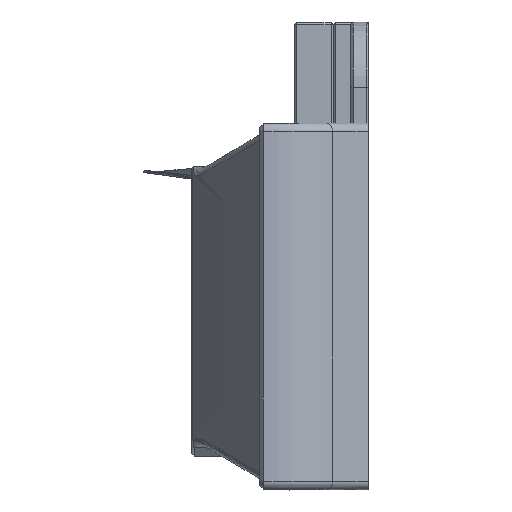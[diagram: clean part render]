
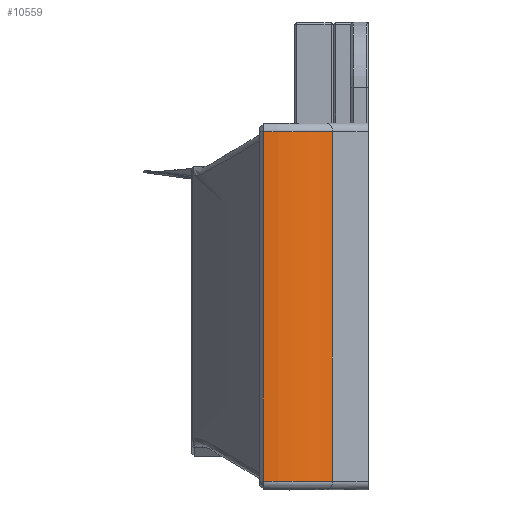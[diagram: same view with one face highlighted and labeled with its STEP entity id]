
A CAD part, top view. The second image highlights one B-rep face of the part: STEP entity #10559.
In plain terms, the highlighted cylindrical face has radius 22.994 mm (diameter 45.988 mm), a partial arc.
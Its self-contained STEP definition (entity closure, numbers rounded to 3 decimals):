
#111=CYLINDRICAL_SURFACE('',#11190,22.994);
#378=CIRCLE('',#11187,22.994);
#380=CIRCLE('',#11191,22.994);
#1039=FACE_OUTER_BOUND('',#1736,.T.);
#1736=EDGE_LOOP('',(#9030,#9031,#9032,#9033));
#2892=LINE('',#16918,#4088);
#2938=LINE('',#17366,#4134);
#4088=VECTOR('',#13255,10.);
#4134=VECTOR('',#13383,10.);
#4999=VERTEX_POINT('',#16915);
#5000=VERTEX_POINT('',#16917);
#5062=VERTEX_POINT('',#17358);
#5063=VERTEX_POINT('',#17364);
#6327=EDGE_CURVE('',#4999,#5000,#2892,.T.);
#6414=EDGE_CURVE('',#5000,#5062,#378,.T.);
#6417=EDGE_CURVE('',#5063,#4999,#380,.T.);
#6418=EDGE_CURVE('',#5063,#5062,#2938,.T.);
#9030=ORIENTED_EDGE('',*,*,#6327,.F.);
#9031=ORIENTED_EDGE('',*,*,#6417,.F.);
#9032=ORIENTED_EDGE('',*,*,#6418,.T.);
#9033=ORIENTED_EDGE('',*,*,#6414,.F.);
#10559=ADVANCED_FACE('',(#1039),#111,.T.);
#11187=AXIS2_PLACEMENT_3D('',#17359,#13372,#13373);
#11190=AXIS2_PLACEMENT_3D('',#17363,#13379,#13380);
#11191=AXIS2_PLACEMENT_3D('',#17365,#13381,#13382);
#13255=DIRECTION('',(0.,1.,0.));
#13372=DIRECTION('center_axis',(0.,1.,0.));
#13373=DIRECTION('ref_axis',(0.301,0.,0.954));
#13379=DIRECTION('center_axis',(0.,-1.,0.));
#13380=DIRECTION('ref_axis',(0.643,0.,0.766));
#13381=DIRECTION('center_axis',(0.,-1.,0.));
#13382=DIRECTION('ref_axis',(0.301,0.,0.954));
#13383=DIRECTION('',(0.,1.,0.));
#16915=CARTESIAN_POINT('',(90.002,-71.85,229.178));
#16917=CARTESIAN_POINT('',(90.002,8.15,229.178));
#16918=CARTESIAN_POINT('',(90.002,-31.85,229.178));
#17358=CARTESIAN_POINT('',(105.788,8.15,223.82));
#17359=CARTESIAN_POINT('Origin',(91.008,8.15,206.206));
#17363=CARTESIAN_POINT('Origin',(91.008,-31.85,206.206));
#17364=CARTESIAN_POINT('',(105.788,-71.85,223.82));
#17365=CARTESIAN_POINT('Origin',(91.008,-71.85,206.206));
#17366=CARTESIAN_POINT('',(105.788,-31.85,223.82));
